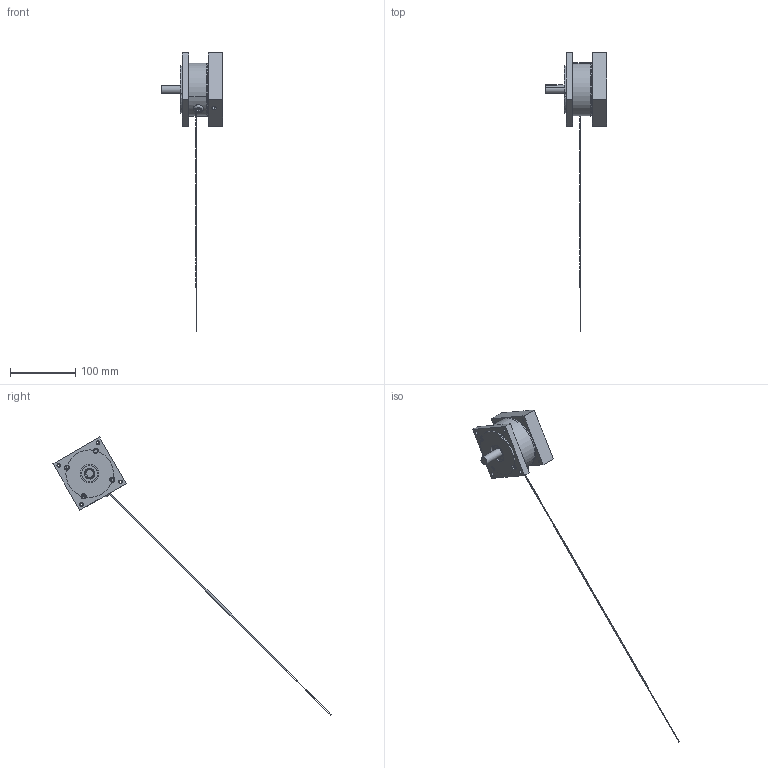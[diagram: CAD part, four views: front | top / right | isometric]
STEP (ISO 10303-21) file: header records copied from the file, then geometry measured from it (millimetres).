
FILE_DESCRIPTION (( 'STEP AP203' ), '1' );
FILE_NAME ('8934-2665.STEP', '2014-09-15T12:38:04', ( 'AIM User' ), ( 'Hewlett-Packard Company' ), 'SwSTEP 2.0', 'SolidWorks 2012', '' );
FILE_SCHEMA (( 'CONFIG_CONTROL_DESIGN' ));
Length unit declared in the file: inch
Products named in the file (1): 8934-2665
Bounding box: 94.41 x 427.7 x 427.7 mm (x, y, z)
Surface area: 67263.7 mm2 (no closed solid volume)
Topology: 0 solids, 24 shells, 166 faces, 559 edges, 404 vertices
Faces by surface type: cylinder 85, plane 62, cone 15, torus 2, bspline 2
Entity records: 6602 total; most frequent: CARTESIAN_POINT 1477, DIRECTION 1136, ORIENTED_EDGE 886, EDGE_CURVE 559, AXIS2_PLACEMENT_3D 443, VERTEX_POINT 404, CIRCLE 278, LINE 250
